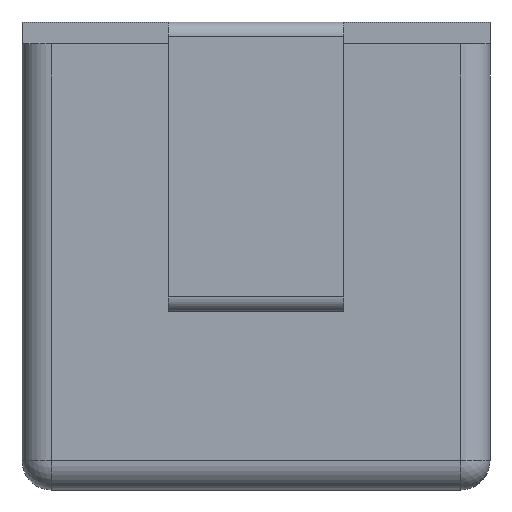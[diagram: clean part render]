
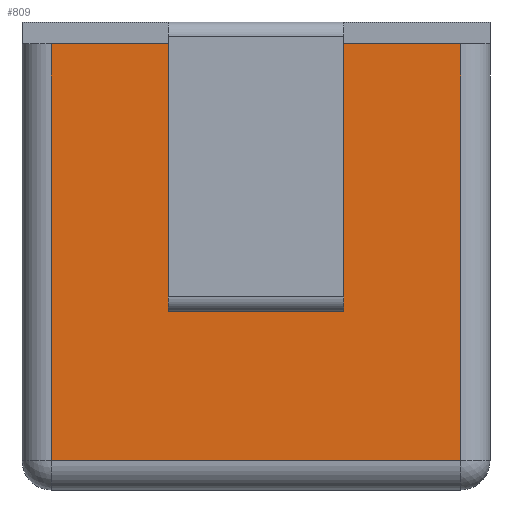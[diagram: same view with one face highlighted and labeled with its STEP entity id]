
A CAD part, front view. The second image highlights one B-rep face of the part: STEP entity #809.
In plain terms, the highlighted planar face has unit normal (0, -1, 0).
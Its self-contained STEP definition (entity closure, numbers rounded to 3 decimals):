
#179=DIRECTION('',(0.,0.,-1.));
#180=VECTOR('',#179,2.85);
#181=CARTESIAN_POINT('',(1.4,-2.1,1.45));
#182=LINE('',#181,#180);
#183=DIRECTION('',(-1.,0.,0.));
#184=VECTOR('',#183,2.8);
#185=CARTESIAN_POINT('',(1.4,-2.1,-1.4));
#186=LINE('',#185,#184);
#187=DIRECTION('',(0.,0.,1.));
#188=VECTOR('',#187,2.85);
#189=CARTESIAN_POINT('',(-1.4,-2.1,-1.4));
#190=LINE('',#189,#188);
#191=DIRECTION('',(1.,0.,0.));
#192=VECTOR('',#191,0.8);
#193=CARTESIAN_POINT('',(-1.4,-2.1,1.45));
#194=LINE('',#193,#192);
#195=DIRECTION('',(0.,0.,-1.));
#196=VECTOR('',#195,1.83);
#197=CARTESIAN_POINT('',(-0.6,-2.1,1.45));
#198=LINE('',#197,#196);
#199=DIRECTION('',(1.,0.,0.));
#200=VECTOR('',#199,1.2);
#201=CARTESIAN_POINT('',(-0.6,-2.1,-0.38));
#202=LINE('',#201,#200);
#203=DIRECTION('',(0.,0.,-1.));
#204=VECTOR('',#203,1.83);
#205=CARTESIAN_POINT('',(0.6,-2.1,1.45));
#206=LINE('',#205,#204);
#207=DIRECTION('',(1.,0.,0.));
#208=VECTOR('',#207,0.8);
#209=CARTESIAN_POINT('',(0.6,-2.1,1.45));
#210=LINE('',#209,#208);
#441=CARTESIAN_POINT('',(-0.6,-2.1,1.45));
#442=CARTESIAN_POINT('',(-0.6,-2.1,-0.38));
#443=VERTEX_POINT('',#441);
#444=VERTEX_POINT('',#442);
#445=CARTESIAN_POINT('',(0.6,-2.1,1.45));
#446=CARTESIAN_POINT('',(0.6,-2.1,-0.38));
#447=VERTEX_POINT('',#445);
#448=VERTEX_POINT('',#446);
#465=CARTESIAN_POINT('',(1.4,-2.1,1.45));
#467=VERTEX_POINT('',#465);
#471=CARTESIAN_POINT('',(1.4,-2.1,-1.4));
#472=VERTEX_POINT('',#471);
#474=CARTESIAN_POINT('',(-1.4,-2.1,1.45));
#476=VERTEX_POINT('',#474);
#477=CARTESIAN_POINT('',(-1.4,-2.1,-1.4));
#478=VERTEX_POINT('',#477);
#791=CARTESIAN_POINT('',(-1.6,-2.1,1.45));
#792=DIRECTION('',(0.,-1.,0.));
#793=DIRECTION('',(0.,0.,-1.));
#794=AXIS2_PLACEMENT_3D('',#791,#792,#793);
#795=PLANE('',#794);
#796=ORIENTED_EDGE('',*,*,#604,.T.);
#797=ORIENTED_EDGE('',*,*,#773,.T.);
#798=ORIENTED_EDGE('',*,*,#560,.T.);
#799=ORIENTED_EDGE('',*,*,#583,.T.);
#801=ORIENTED_EDGE('',*,*,#800,.T.);
#803=ORIENTED_EDGE('',*,*,#802,.T.);
#805=ORIENTED_EDGE('',*,*,#804,.F.);
#806=ORIENTED_EDGE('',*,*,#575,.T.);
#807=EDGE_LOOP('',(#796,#797,#798,#799,#801,#803,#805,#806));
#808=FACE_OUTER_BOUND('',#807,.F.);
#560=EDGE_CURVE('',#478,#476,#190,.T.);
#575=EDGE_CURVE('',#447,#467,#210,.T.);
#583=EDGE_CURVE('',#476,#443,#194,.T.);
#604=EDGE_CURVE('',#467,#472,#182,.T.);
#773=EDGE_CURVE('',#472,#478,#186,.T.);
#800=EDGE_CURVE('',#443,#444,#198,.T.);
#802=EDGE_CURVE('',#444,#448,#202,.T.);
#804=EDGE_CURVE('',#447,#448,#206,.T.);
#809=ADVANCED_FACE('',(#808),#795,.T.);
